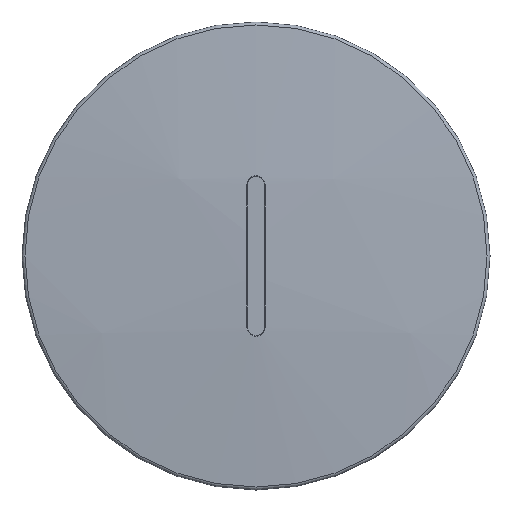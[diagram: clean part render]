
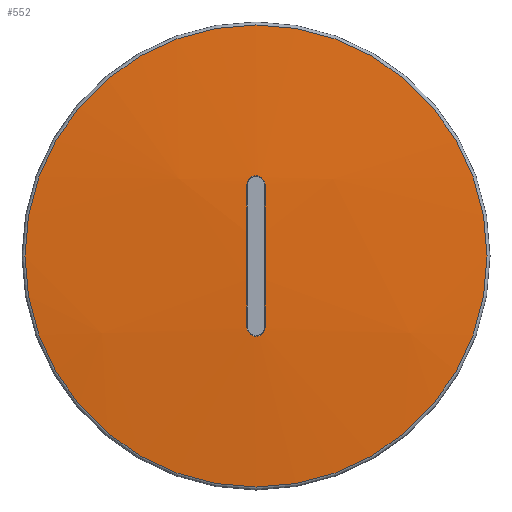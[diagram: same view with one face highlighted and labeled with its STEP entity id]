
A CAD part, left-side view. The second image highlights one B-rep face of the part: STEP entity #552.
In plain terms, the highlighted spherical face has radius 323.042 mm.
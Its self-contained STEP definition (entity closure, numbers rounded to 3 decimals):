
#38=FACE_BOUND('',#185,.T.);
#54=SPHERICAL_SURFACE('',#620,323.042);
#139=FACE_OUTER_BOUND('',#184,.T.);
#184=EDGE_LOOP('',(#424));
#185=EDGE_LOOP('',(#425,#426,#427,#428));
#239=ELLIPSE('',#604,1.351,1.35);
#241=ELLIPSE('',#612,1.351,1.35);
#247=CIRCLE('',#609,323.039);
#250=CIRCLE('',#615,323.039);
#253=CIRCLE('',#621,34.538);
#278=VERTEX_POINT('',#924);
#279=VERTEX_POINT('',#926);
#282=VERTEX_POINT('',#933);
#284=VERTEX_POINT('',#998);
#288=VERTEX_POINT('',#1016);
#330=EDGE_CURVE('',#278,#279,#239,.T.);
#334=EDGE_CURVE('',#282,#278,#247,.T.);
#337=EDGE_CURVE('',#284,#282,#241,.T.);
#339=EDGE_CURVE('',#279,#284,#250,.T.);
#346=EDGE_CURVE('',#288,#288,#253,.T.);
#424=ORIENTED_EDGE('',*,*,#346,.F.);
#425=ORIENTED_EDGE('',*,*,#330,.F.);
#426=ORIENTED_EDGE('',*,*,#334,.F.);
#427=ORIENTED_EDGE('',*,*,#337,.F.);
#428=ORIENTED_EDGE('',*,*,#339,.F.);
#552=ADVANCED_FACE('',(#139,#38),#54,.T.);
#604=AXIS2_PLACEMENT_3D('',#927,#686,#687);
#609=AXIS2_PLACEMENT_3D('',#935,#696,#697);
#612=AXIS2_PLACEMENT_3D('',#1000,#702,#703);
#615=AXIS2_PLACEMENT_3D('',#1003,#708,#709);
#620=AXIS2_PLACEMENT_3D('',#1015,#722,#723);
#621=AXIS2_PLACEMENT_3D('',#1017,#724,#725);
#686=DIRECTION('center_axis',(-0.999,0.,-0.033));
#687=DIRECTION('ref_axis',(0.033,0.,-0.999));
#696=DIRECTION('center_axis',(0.,-1.,0.));
#697=DIRECTION('ref_axis',(-1.,0.,0.));
#702=DIRECTION('center_axis',(-0.999,0.,0.033));
#703=DIRECTION('ref_axis',(0.033,0.,0.999));
#708=DIRECTION('center_axis',(0.,1.,0.));
#709=DIRECTION('ref_axis',(-1.,0.,0.));
#722=DIRECTION('center_axis',(0.,0.,1.));
#723=DIRECTION('ref_axis',(1.,0.,0.));
#724=DIRECTION('center_axis',(1.,0.,0.));
#725=DIRECTION('ref_axis',(0.,-1.,0.));
#924=CARTESIAN_POINT('',(-19.322,1.35,-10.648));
#926=CARTESIAN_POINT('',(-19.322,-1.35,-10.648));
#927=CARTESIAN_POINT('Origin',(-19.322,0.,
-10.648));
#933=CARTESIAN_POINT('',(-19.322,1.35,10.648));
#935=CARTESIAN_POINT('Origin',(303.542,1.35,0.));
#998=CARTESIAN_POINT('',(-19.322,-1.35,10.648));
#1000=CARTESIAN_POINT('Origin',(-19.322,0.,
10.648));
#1003=CARTESIAN_POINT('Origin',(303.542,-1.35,0.));
#1015=CARTESIAN_POINT('Origin',(303.542,0.,0.));
#1016=CARTESIAN_POINT('',(-17.648,34.538,0.));
#1017=CARTESIAN_POINT('Origin',(-17.648,0.,
0.));
